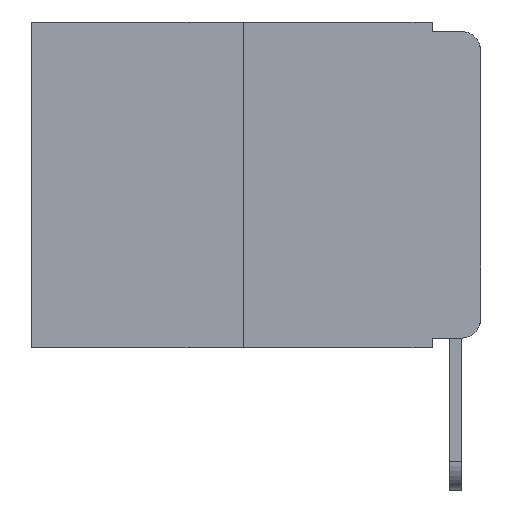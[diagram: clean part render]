
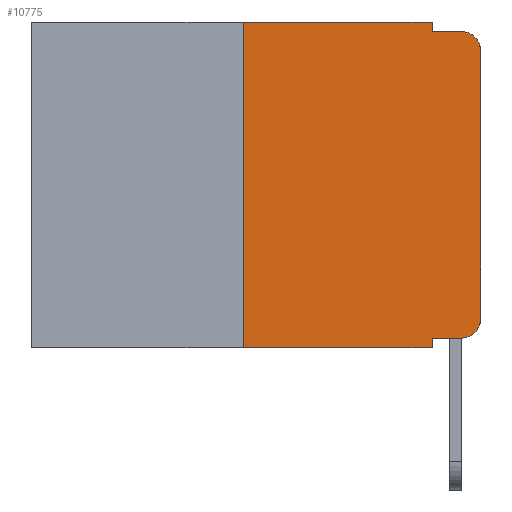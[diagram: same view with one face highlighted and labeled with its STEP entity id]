
A CAD part, left-side view. The second image highlights one B-rep face of the part: STEP entity #10775.
In plain terms, the highlighted planar face has unit normal (-1, 0, 0).
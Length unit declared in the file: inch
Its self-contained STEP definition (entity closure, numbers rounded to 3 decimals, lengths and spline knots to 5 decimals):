
#228 = ORIENTED_EDGE ( 'NONE', *, *, #10237, .T. ) ;
#593 = CARTESIAN_POINT ( 'NONE',  ( 0., 0.051, -0.01 ) ) ;
#786 = VERTEX_POINT ( 'NONE', #9084 ) ;
#1136 = VECTOR ( 'NONE', #6334, 39.37008 ) ;
#1189 = CARTESIAN_POINT ( 'NONE',  ( 0., 0.02, -0.313 ) ) ;
#1222 = CARTESIAN_POINT ( 'NONE',  ( 0., 0.473, 0. ) ) ;
#1407 = CARTESIAN_POINT ( 'NONE',  ( 0., 0.051, 0. ) ) ;
#1704 = ORIENTED_EDGE ( 'NONE', *, *, #2913, .T. ) ;
#1747 = EDGE_CURVE ( 'NONE', #7950, #15929, #13811, .T. ) ;
#1955 = VERTEX_POINT ( 'NONE', #15851 ) ;
#2163 = ORIENTED_EDGE ( 'NONE', *, *, #15882, .T. ) ;
#2631 = DIRECTION ( 'NONE',  ( 0., 0., -1. ) ) ;
#2676 = EDGE_CURVE ( 'NONE', #6877, #6848, #7016, .T. ) ;
#2827 = DIRECTION ( 'NONE',  ( 0., 0., -1. ) ) ;
#2913 = EDGE_CURVE ( 'NONE', #6877, #15929, #7779, .T. ) ;
#3431 = CIRCLE ( 'NONE', #9713, 0.02 ) ;
#3491 = CARTESIAN_POINT ( 'NONE',  ( 0., 0.473, -0.343 ) ) ;
#3602 = ORIENTED_EDGE ( 'NONE', *, *, #11084, .T. ) ;
#4519 = CARTESIAN_POINT ( 'NONE',  ( 0., 0.051, -0.333 ) ) ;
#4750 = LINE ( 'NONE', #12457, #1136 ) ;
#4811 = LINE ( 'NONE', #7607, #7721 ) ;
#5171 = CARTESIAN_POINT ( 'NONE',  ( 0., 0.25, -0.343 ) ) ;
#5211 = LINE ( 'NONE', #1222, #5621 ) ;
#5452 = VECTOR ( 'NONE', #2827, 39.37008 ) ;
#5493 = DIRECTION ( 'NONE',  ( 1., 0., 0. ) ) ;
#5529 = DIRECTION ( 'NONE',  ( -1., 0., 0. ) ) ;
#5621 = VECTOR ( 'NONE', #10168, 39.37008 ) ;
#6198 = DIRECTION ( 'NONE',  ( 0., -1., 0. ) ) ;
#6200 = AXIS2_PLACEMENT_3D ( 'NONE', #1189, #10138, #2631 ) ;
#6334 = DIRECTION ( 'NONE',  ( 0., -1., 0. ) ) ;
#6759 = AXIS2_PLACEMENT_3D ( 'NONE', #12814, #5493, #13944 ) ;
#6823 = LINE ( 'NONE', #10185, #10069 ) ;
#6848 = VERTEX_POINT ( 'NONE', #11309 ) ;
#6877 = VERTEX_POINT ( 'NONE', #5171 ) ;
#6942 = EDGE_CURVE ( 'NONE', #11314, #10393, #12738, .T. ) ;
#7016 = LINE ( 'NONE', #7515, #9161 ) ;
#7293 = DIRECTION ( 'NONE',  ( 0., 0., -1. ) ) ;
#7338 = ORIENTED_EDGE ( 'NONE', *, *, #7777, .F. ) ;
#7383 = VECTOR ( 'NONE', #6198, 39.37008 ) ;
#7455 = VERTEX_POINT ( 'NONE', #12180 ) ;
#7515 = CARTESIAN_POINT ( 'NONE',  ( 0., 0.25, 0. ) ) ;
#7607 = CARTESIAN_POINT ( 'NONE',  ( 0., 0., 0. ) ) ;
#7721 = VECTOR ( 'NONE', #15777, 39.37008 ) ;
#7777 = EDGE_CURVE ( 'NONE', #10393, #15875, #6823, .T. ) ;
#7779 = LINE ( 'NONE', #3491, #7383 ) ;
#7950 = VERTEX_POINT ( 'NONE', #4519 ) ;
#8213 = CARTESIAN_POINT ( 'NONE',  ( 0., 0.051, 0. ) ) ;
#8227 = EDGE_CURVE ( 'NONE', #6848, #11314, #5211, .T. ) ;
#9084 = CARTESIAN_POINT ( 'NONE',  ( 0., 0.02, -0.333 ) ) ;
#9161 = VECTOR ( 'NONE', #11297, 39.37008 ) ;
#9233 = CIRCLE ( 'NONE', #6200, 0.02 ) ;
#9713 = AXIS2_PLACEMENT_3D ( 'NONE', #12849, #5529, #13979 ) ;
#10069 = VECTOR ( 'NONE', #11454, 39.37008 ) ;
#10138 = DIRECTION ( 'NONE',  ( -1., 0., 0. ) ) ;
#10168 = DIRECTION ( 'NONE',  ( 0., -1., 0. ) ) ;
#10185 = CARTESIAN_POINT ( 'NONE',  ( 0., 0.051, -0.01 ) ) ;
#10229 = FACE_OUTER_BOUND ( 'NONE', #14867, .T. ) ;
#10237 = EDGE_CURVE ( 'NONE', #1955, #15875, #3431, .T. ) ;
#10393 = VERTEX_POINT ( 'NONE', #593 ) ;
#10420 = PLANE ( 'NONE',  #6759 ) ;
#10775 = ADVANCED_FACE ( 'NONE', ( #10229 ), #10420, .F. ) ;
#11019 = ORIENTED_EDGE ( 'NONE', *, *, #6942, .F. ) ;
#11084 = EDGE_CURVE ( 'NONE', #7455, #1955, #4811, .T. ) ;
#11297 = DIRECTION ( 'NONE',  ( 0., 0., 1. ) ) ;
#11309 = CARTESIAN_POINT ( 'NONE',  ( 0., 0.25, 0. ) ) ;
#11314 = VERTEX_POINT ( 'NONE', #14691 ) ;
#11335 = CARTESIAN_POINT ( 'NONE',  ( 0., 0.051, -0.343 ) ) ;
#11411 = ORIENTED_EDGE ( 'NONE', *, *, #2676, .F. ) ;
#11454 = DIRECTION ( 'NONE',  ( 0., -1., 0. ) ) ;
#11799 = ORIENTED_EDGE ( 'NONE', *, *, #1747, .F. ) ;
#12151 = ORIENTED_EDGE ( 'NONE', *, *, #15164, .T. ) ;
#12180 = CARTESIAN_POINT ( 'NONE',  ( 0., 0., -0.313 ) ) ;
#12457 = CARTESIAN_POINT ( 'NONE',  ( 0., 0.051, -0.333 ) ) ;
#12738 = LINE ( 'NONE', #1407, #5452 ) ;
#12814 = CARTESIAN_POINT ( 'NONE',  ( 0., 0.473, 0. ) ) ;
#12849 = CARTESIAN_POINT ( 'NONE',  ( 0., 0.02, -0.03 ) ) ;
#13106 = VECTOR ( 'NONE', #7293, 39.37008 ) ;
#13530 = CARTESIAN_POINT ( 'NONE',  ( 0., 0.02, -0.01 ) ) ;
#13811 = LINE ( 'NONE', #8213, #13106 ) ;
#13944 = DIRECTION ( 'NONE',  ( 0., 0., -1. ) ) ;
#13979 = DIRECTION ( 'NONE',  ( 0., 0., -1. ) ) ;
#14070 = ORIENTED_EDGE ( 'NONE', *, *, #8227, .F. ) ;
#14691 = CARTESIAN_POINT ( 'NONE',  ( 0., 0.051, 0. ) ) ;
#14867 = EDGE_LOOP ( 'NONE', ( #3602, #228, #7338, #11019, #14070, #11411, #1704, #11799, #2163, #12151 ) ) ;
#15164 = EDGE_CURVE ( 'NONE', #786, #7455, #9233, .T. ) ;
#15777 = DIRECTION ( 'NONE',  ( 0., 0., 1. ) ) ;
#15851 = CARTESIAN_POINT ( 'NONE',  ( 0., 0., -0.03 ) ) ;
#15875 = VERTEX_POINT ( 'NONE', #13530 ) ;
#15882 = EDGE_CURVE ( 'NONE', #7950, #786, #4750, .T. ) ;
#15929 = VERTEX_POINT ( 'NONE', #11335 ) ;
